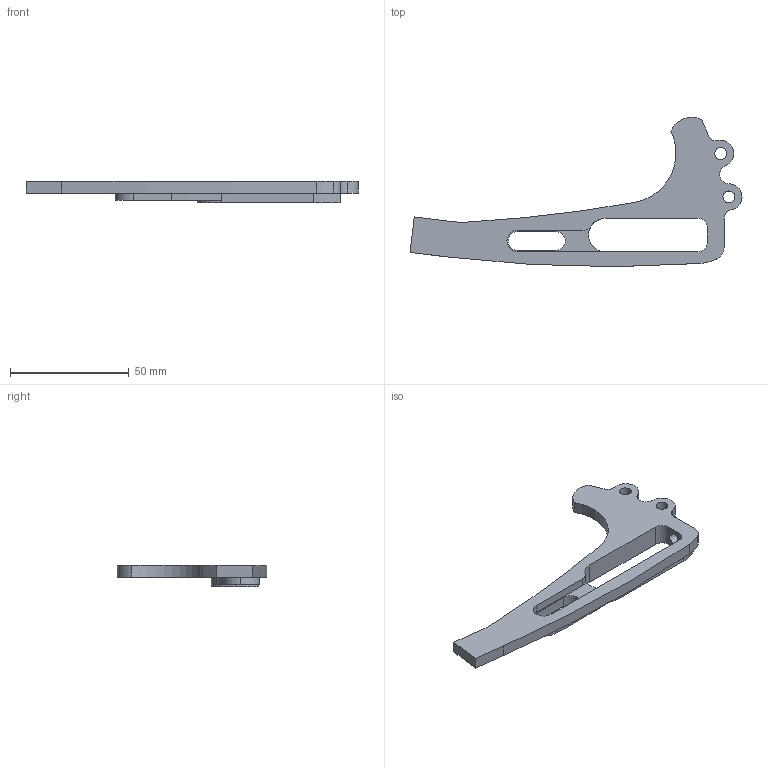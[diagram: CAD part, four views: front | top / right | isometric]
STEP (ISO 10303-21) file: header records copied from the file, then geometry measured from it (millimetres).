
FILE_DESCRIPTION (( 'STEP AP214' ), '1' );
FILE_NAME ('DSX006R.STEP', '2025-08-12T18:57:39', ( '' ), ( '' ), 'SwSTEP 2.0', 'SolidWorks 2023', '' );
FILE_SCHEMA (( 'AUTOMOTIVE_DESIGN' ));
Length unit declared in the file: millimetre
Products named in the file (1): DSX006R
Bounding box: 139.52 x 62.77 x 9 mm (x, y, z)
Volume: 14227.6 mm3; surface area: 10366 mm2
Topology: 1 solids, 1 shells, 76 faces, 215 edges, 143 vertices
Faces by surface type: cylinder 54, plane 22
Entity records: 2564 total; most frequent: DIRECTION 479, CARTESIAN_POINT 435, ORIENTED_EDGE 430, EDGE_CURVE 215, AXIS2_PLACEMENT_3D 187, VERTEX_POINT 143, CIRCLE 110, LINE 105
